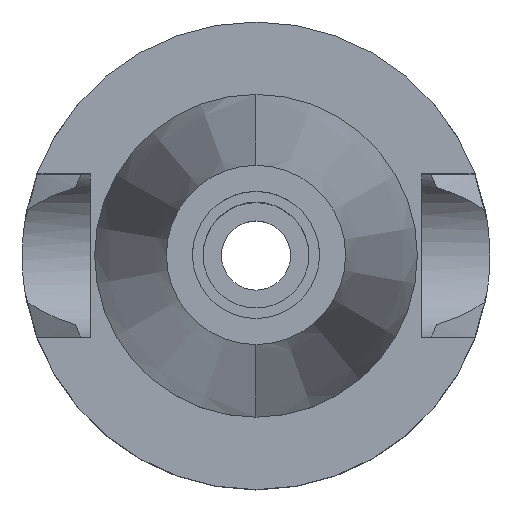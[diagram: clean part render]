
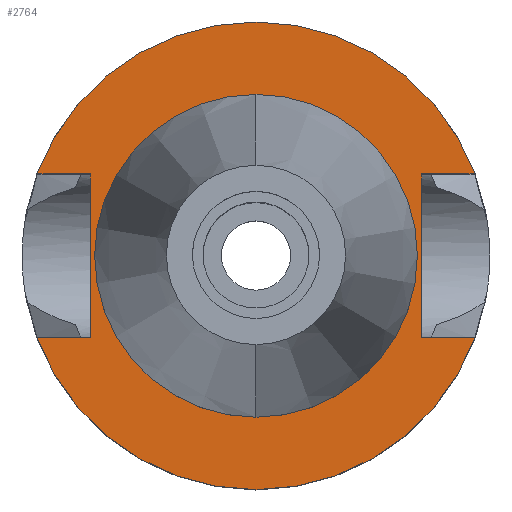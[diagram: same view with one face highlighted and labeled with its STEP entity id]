
A CAD part, top view. The second image highlights one B-rep face of the part: STEP entity #2764.
In plain terms, the highlighted planar face has unit normal (0, 0, 1).
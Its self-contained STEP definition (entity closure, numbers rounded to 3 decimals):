
#94=DIRECTION('',(0.,1.,0.));
#95=VECTOR('',#94,16.1);
#96=CARTESIAN_POINT('',(-16.3,-8.05,-2.));
#97=LINE('',#96,#95);
#101=DIRECTION('',(-1.,0.,0.));
#102=VECTOR('',#101,5.245);
#103=CARTESIAN_POINT('',(-16.3,8.05,-2.));
#104=LINE('',#103,#102);
#108=CARTESIAN_POINT('',(0.,0.,-2.));
#109=DIRECTION('',(0.,0.,-1.));
#110=DIRECTION('',(-0.937,0.35,0.));
#111=AXIS2_PLACEMENT_3D('',#108,#109,#110);
#116=CARTESIAN_POINT('',(0.,0.,-2.));
#117=DIRECTION('',(0.,0.,-1.));
#118=DIRECTION('',(0.,1.,0.));
#119=AXIS2_PLACEMENT_3D('',#116,#117,#118);
#124=DIRECTION('',(0.,-1.,0.));
#125=VECTOR('',#124,16.1);
#126=CARTESIAN_POINT('',(16.3,8.05,-2.));
#127=LINE('',#126,#125);
#131=DIRECTION('',(1.,0.,0.));
#132=VECTOR('',#131,5.245);
#133=CARTESIAN_POINT('',(16.3,-8.05,-2.));
#134=LINE('',#133,#132);
#138=CARTESIAN_POINT('',(0.,0.,-2.));
#139=DIRECTION('',(0.,0.,-1.));
#140=DIRECTION('',(0.937,-0.35,0.));
#141=AXIS2_PLACEMENT_3D('',#138,#139,#140);
#146=CARTESIAN_POINT('',(0.,0.,-2.));
#147=DIRECTION('',(0.,0.,-1.));
#148=DIRECTION('',(0.,-1.,0.));
#149=AXIS2_PLACEMENT_3D('',#146,#147,#148);
#154=CARTESIAN_POINT('',(0.,0.,-2.));
#155=DIRECTION('',(0.,0.,1.));
#156=DIRECTION('',(0.,-1.,0.));
#157=AXIS2_PLACEMENT_3D('',#154,#155,#156);
#162=CARTESIAN_POINT('',(0.,0.,-2.));
#163=DIRECTION('',(0.,0.,1.));
#164=DIRECTION('',(0.,1.,0.));
#165=AXIS2_PLACEMENT_3D('',#162,#163,#164);
#210=DIRECTION('',(-1.,0.,0.));
#211=VECTOR('',#210,5.245);
#212=CARTESIAN_POINT('',(-16.3,-8.05,-2.));
#213=LINE('',#212,#211);
#333=DIRECTION('',(1.,0.,0.));
#334=VECTOR('',#333,5.245);
#335=CARTESIAN_POINT('',(16.3,8.05,-2.));
#336=LINE('',#335,#334);
#2595=CARTESIAN_POINT('',(-16.3,-8.05,-2.));
#2596=VERTEX_POINT('',#2595);
#2597=CARTESIAN_POINT('',(-21.545,-8.05,-2.));
#2598=VERTEX_POINT('',#2597);
#2599=CARTESIAN_POINT('',(-16.3,8.05,-2.));
#2600=VERTEX_POINT('',#2599);
#2601=CARTESIAN_POINT('',(-21.545,8.05,-2.));
#2602=VERTEX_POINT('',#2601);
#2603=CARTESIAN_POINT('',(0.,23.,-2.));
#2604=CARTESIAN_POINT('',(21.545,8.05,-2.));
#2605=VERTEX_POINT('',#2603);
#2606=VERTEX_POINT('',#2604);
#2607=CARTESIAN_POINT('',(16.3,8.05,-2.));
#2608=VERTEX_POINT('',#2607);
#2609=CARTESIAN_POINT('',(16.3,-8.05,-2.));
#2610=VERTEX_POINT('',#2609);
#2611=CARTESIAN_POINT('',(21.545,-8.05,-2.));
#2612=VERTEX_POINT('',#2611);
#2613=CARTESIAN_POINT('',(0.,-23.,-2.));
#2614=VERTEX_POINT('',#2613);
#2615=CARTESIAN_POINT('',(0.,-15.875,-2.));
#2616=CARTESIAN_POINT('',(0.,15.875,-2.));
#2617=VERTEX_POINT('',#2615);
#2618=VERTEX_POINT('',#2616);
#2733=CARTESIAN_POINT('',(0.,0.,-2.));
#2734=DIRECTION('',(0.,0.,-1.));
#2735=DIRECTION('',(0.,-1.,0.));
#2736=AXIS2_PLACEMENT_3D('',#2733,#2734,#2735);
#2737=PLANE('',#2736);
#2739=ORIENTED_EDGE('',*,*,#2738,.T.);
#2741=ORIENTED_EDGE('',*,*,#2740,.T.);
#2743=ORIENTED_EDGE('',*,*,#2742,.T.);
#2745=ORIENTED_EDGE('',*,*,#2744,.T.);
#2747=ORIENTED_EDGE('',*,*,#2746,.F.);
#2749=ORIENTED_EDGE('',*,*,#2748,.T.);
#2751=ORIENTED_EDGE('',*,*,#2750,.T.);
#2753=ORIENTED_EDGE('',*,*,#2752,.T.);
#2755=ORIENTED_EDGE('',*,*,#2754,.T.);
#2757=ORIENTED_EDGE('',*,*,#2756,.F.);
#2758=EDGE_LOOP('',(#2739,#2741,#2743,#2745,#2747,#2749,#2751,#2753,#2755,
#2757));
#2759=FACE_OUTER_BOUND('',#2758,.F.);
#2760=ORIENTED_EDGE('',*,*,#2712,.T.);
#2761=ORIENTED_EDGE('',*,*,#2728,.T.);
#2762=EDGE_LOOP('',(#2760,#2761));
#2763=FACE_BOUND('',#2762,.F.);
#112=CIRCLE('',#111,23.);
#120=CIRCLE('',#119,23.);
#142=CIRCLE('',#141,23.);
#150=CIRCLE('',#149,23.);
#158=CIRCLE('',#157,15.875);
#166=CIRCLE('',#165,15.875);
#2712=EDGE_CURVE('',#2617,#2618,#158,.T.);
#2728=EDGE_CURVE('',#2618,#2617,#166,.T.);
#2738=EDGE_CURVE('',#2596,#2600,#97,.T.);
#2740=EDGE_CURVE('',#2600,#2602,#104,.T.);
#2742=EDGE_CURVE('',#2602,#2605,#112,.T.);
#2744=EDGE_CURVE('',#2605,#2606,#120,.T.);
#2746=EDGE_CURVE('',#2608,#2606,#336,.T.);
#2748=EDGE_CURVE('',#2608,#2610,#127,.T.);
#2750=EDGE_CURVE('',#2610,#2612,#134,.T.);
#2752=EDGE_CURVE('',#2612,#2614,#142,.T.);
#2754=EDGE_CURVE('',#2614,#2598,#150,.T.);
#2756=EDGE_CURVE('',#2596,#2598,#213,.T.);
#2764=ADVANCED_FACE('',(#2759,#2763),#2737,.F.);
